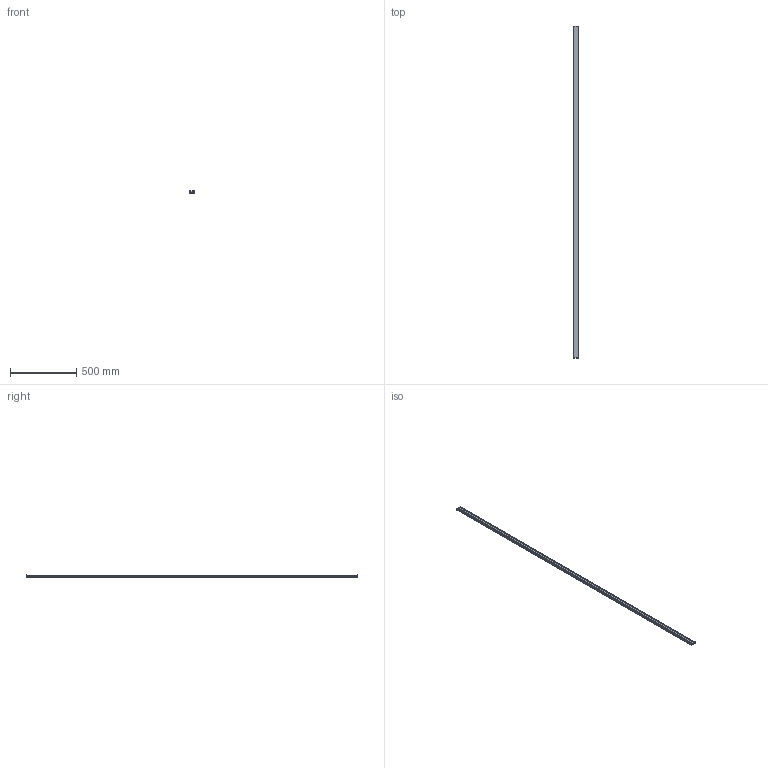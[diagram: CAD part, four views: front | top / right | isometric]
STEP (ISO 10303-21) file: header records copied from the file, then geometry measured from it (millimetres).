
FILE_DESCRIPTION (( 'STEP AP214' ), '1' );
FILE_NAME ('CPREG-S_2500.step', '2021-07-29T14:03:37', ( '' ), ( '' ), 'SwSTEP 2.0', 'SolidWorks 2020', '' );
FILE_SCHEMA (( 'AUTOMOTIVE_DESIGN' ));
Length unit declared in the file: millimetre
Products named in the file (3): PA0090-PLASTIC BAG FOR END CAPS-1; Group1; CPREG-S_2500
Assembly tree (2 placements, depth 2):
  CPREG-S_2500
    Group1
    PA0090-PLASTIC BAG FOR END CAPS-1
Bounding box: 40.2 x 2506 x 15.1 mm (x, y, z)
Volume: 640584.5 mm3; surface area: 661873.8 mm2
Topology: 4 solids, 4 shells, 145 faces, 387 edges, 238 vertices
Faces by surface type: cylinder 66, plane 55, torus 8, cone 8, sphere 4, bspline 4
Entity records: 4637 total; most frequent: CARTESIAN_POINT 899, DIRECTION 803, ORIENTED_EDGE 742, EDGE_CURVE 371, AXIS2_PLACEMENT_3D 294, VERTEX_POINT 238, LINE 215, VECTOR 215
